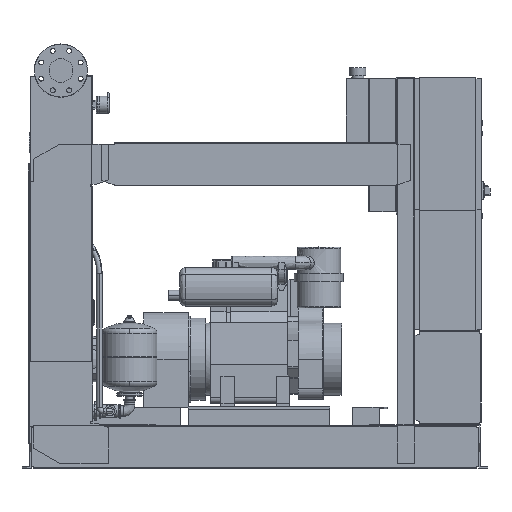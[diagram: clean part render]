
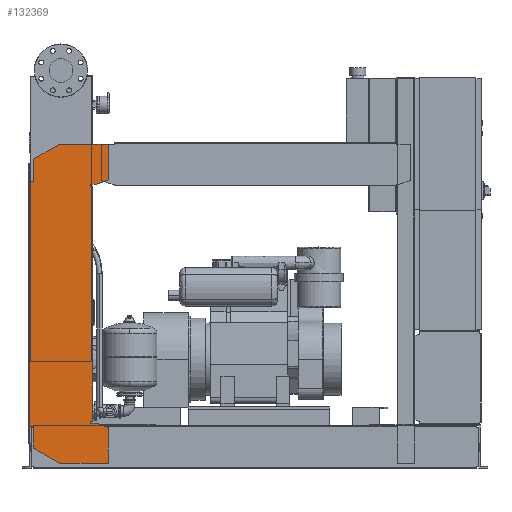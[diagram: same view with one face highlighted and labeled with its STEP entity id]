
A CAD part, front view. The second image highlights one B-rep face of the part: STEP entity #132369.
In plain terms, the highlighted free-form (B-spline) face has degree [1, 1] with [2, 2] control points.
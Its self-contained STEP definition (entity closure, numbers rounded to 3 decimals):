
#131854=CARTESIAN_POINT('',(-102.0,-463.5,1076.0));
#131855=VERTEX_POINT('',#131854);
#131862=CARTESIAN_POINT('',(-102.0,-463.5,1158.574));
#131863=VERTEX_POINT('',#131862);
#131864=CARTESIAN_POINT('',(-102.0,-463.5,1076.0));
#131865=DIRECTION('',(0.0,0.0,1.0));
#131866=VECTOR('',#131865,82.574);
#131867=LINE('',#131864,#131866);
#131868=EDGE_CURVE('',#131855,#131863,#131867,.T.);
#131886=CARTESIAN_POINT('',(-6.,-463.5,1214.0));
#131887=VERTEX_POINT('',#131886);
#131888=CARTESIAN_POINT('',(-102.0,-463.5,1158.574));
#131889=DIRECTION('',(0.866,0.0,0.5));
#131890=VECTOR('',#131889,110.851);
#131891=LINE('',#131888,#131890);
#131892=EDGE_CURVE('',#131863,#131887,#131891,.T.);
#131910=CARTESIAN_POINT('',(177.0,-463.5,1214.0));
#131911=VERTEX_POINT('',#131910);
#131912=CARTESIAN_POINT('',(-6.,-463.5,1214.0));
#131913=DIRECTION('',(1.0,0.0,0.0));
#131914=VECTOR('',#131913,183.0);
#131915=LINE('',#131912,#131914);
#131916=EDGE_CURVE('',#131887,#131911,#131915,.T.);
#131934=CARTESIAN_POINT('',(177.0,-463.5,1080.379));
#131935=VERTEX_POINT('',#131934);
#131936=CARTESIAN_POINT('',(177.0,-463.5,1214.0));
#131937=DIRECTION('',(0.0,0.0,-1.0));
#131938=VECTOR('',#131937,133.621);
#131939=LINE('',#131936,#131938);
#131940=EDGE_CURVE('',#131911,#131935,#131939,.T.);
#131958=CARTESIAN_POINT('',(132.,-463.5,1064.0));
#131959=VERTEX_POINT('',#131958);
#131960=CARTESIAN_POINT('',(177.0,-463.5,1080.379));
#131961=DIRECTION('',(-0.94,0.0,-0.342));
#131962=VECTOR('',#131961,47.888);
#131963=LINE('',#131960,#131962);
#131964=EDGE_CURVE('',#131935,#131959,#131963,.T.);
#131982=CARTESIAN_POINT('',(112.0,-463.5,1064.0));
#131983=VERTEX_POINT('',#131982);
#131984=CARTESIAN_POINT('',(132.,-463.5,1064.0));
#131985=DIRECTION('',(-1.0,0.0,0.0));
#131986=VECTOR('',#131985,20.);
#131987=LINE('',#131984,#131986);
#131988=EDGE_CURVE('',#131959,#131983,#131987,.T.);
#132006=CARTESIAN_POINT('',(112.0,-463.5,1056.0));
#132007=VERTEX_POINT('',#132006);
#132008=CARTESIAN_POINT('',(112.0,-463.5,1064.0));
#132009=DIRECTION('',(0.0,0.0,-1.0));
#132010=VECTOR('',#132009,8.0);
#132011=LINE('',#132008,#132010);
#132012=EDGE_CURVE('',#131983,#132007,#132011,.T.);
#132030=CARTESIAN_POINT('',(120.,-463.5,1056.0));
#132031=VERTEX_POINT('',#132030);
#132032=CARTESIAN_POINT('',(112.0,-463.5,1056.0));
#132033=DIRECTION('',(1.0,0.0,0.0));
#132034=VECTOR('',#132033,8.);
#132035=LINE('',#132032,#132034);
#132036=EDGE_CURVE('',#132007,#132031,#132035,.T.);
#132054=CARTESIAN_POINT('',(120.,-463.5,176.));
#132055=VERTEX_POINT('',#132054);
#132066=CARTESIAN_POINT('',(120.,-463.5,1056.0));
#132067=DIRECTION('',(0.0,0.0,-1.0));
#132068=VECTOR('',#132067,880.);
#132069=LINE('',#132066,#132068);
#132070=EDGE_CURVE('',#132031,#132055,#132069,.T.);
#132084=CARTESIAN_POINT('',(112.,-463.5,176.));
#132085=VERTEX_POINT('',#132084);
#132086=CARTESIAN_POINT('',(120.,-463.5,176.));
#132087=DIRECTION('',(-1.0,0.0,0.0));
#132088=VECTOR('',#132087,8.);
#132089=LINE('',#132086,#132088);
#132090=EDGE_CURVE('',#132055,#132085,#132089,.T.);
#132108=CARTESIAN_POINT('',(112.,-463.5,168.));
#132109=VERTEX_POINT('',#132108);
#132110=CARTESIAN_POINT('',(112.,-463.5,176.));
#132111=DIRECTION('',(0.0,0.0,-1.0));
#132112=VECTOR('',#132111,8.0);
#132113=LINE('',#132110,#132112);
#132114=EDGE_CURVE('',#132085,#132109,#132113,.T.);
#132132=CARTESIAN_POINT('',(132.,-463.5,168.));
#132133=VERTEX_POINT('',#132132);
#132134=CARTESIAN_POINT('',(112.,-463.5,168.));
#132135=DIRECTION('',(1.0,0.0,0.0));
#132136=VECTOR('',#132135,20.0);
#132137=LINE('',#132134,#132136);
#132138=EDGE_CURVE('',#132109,#132133,#132137,.T.);
#132156=CARTESIAN_POINT('',(177.,-463.5,151.621));
#132157=VERTEX_POINT('',#132156);
#132158=CARTESIAN_POINT('',(132.,-463.5,168.));
#132159=DIRECTION('',(0.94,0.0,-0.342));
#132160=VECTOR('',#132159,47.888);
#132161=LINE('',#132158,#132160);
#132162=EDGE_CURVE('',#132133,#132157,#132161,.T.);
#132180=CARTESIAN_POINT('',(177.,-463.5,18.0));
#132181=VERTEX_POINT('',#132180);
#132182=CARTESIAN_POINT('',(177.,-463.5,151.621));
#132183=DIRECTION('',(0.0,0.0,-1.0));
#132184=VECTOR('',#132183,133.621);
#132185=LINE('',#132182,#132184);
#132186=EDGE_CURVE('',#132157,#132181,#132185,.T.);
#132204=CARTESIAN_POINT('',(-4.,-463.5,18.0));
#132205=VERTEX_POINT('',#132204);
#132206=CARTESIAN_POINT('',(177.,-463.5,18.0));
#132207=DIRECTION('',(-1.0,0.0,0.0));
#132208=VECTOR('',#132207,181.);
#132209=LINE('',#132206,#132208);
#132210=EDGE_CURVE('',#132181,#132205,#132209,.T.);
#132228=CARTESIAN_POINT('',(-102.,-463.5,74.58));
#132229=VERTEX_POINT('',#132228);
#132230=CARTESIAN_POINT('',(-4.,-463.5,18.0));
#132231=DIRECTION('',(-0.866,0.,0.5));
#132232=VECTOR('',#132231,113.161);
#132233=LINE('',#132230,#132232);
#132234=EDGE_CURVE('',#132205,#132229,#132233,.T.);
#132252=CARTESIAN_POINT('',(-102.,-463.5,156.0));
#132253=VERTEX_POINT('',#132252);
#132254=CARTESIAN_POINT('',(-102.,-463.5,74.58));
#132255=DIRECTION('',(0.0,0.0,1.0));
#132256=VECTOR('',#132255,81.42);
#132257=LINE('',#132254,#132256);
#132258=EDGE_CURVE('',#132229,#132253,#132257,.T.);
#132276=CARTESIAN_POINT('',(-122.,-463.5,156.0));
#132277=VERTEX_POINT('',#132276);
#132278=CARTESIAN_POINT('',(-102.,-463.5,156.0));
#132279=DIRECTION('',(-1.0,0.0,0.0));
#132280=VECTOR('',#132279,20.0);
#132281=LINE('',#132278,#132280);
#132282=EDGE_CURVE('',#132253,#132277,#132281,.T.);
#132300=CARTESIAN_POINT('',(-122.0,-463.5,1076.0));
#132301=VERTEX_POINT('',#132300);
#132314=CARTESIAN_POINT('',(-122.,-463.5,156.0));
#132315=DIRECTION('',(0.0,0.0,1.0));
#132316=VECTOR('',#132315,920.0);
#132317=LINE('',#132314,#132316);
#132318=EDGE_CURVE('',#132277,#132301,#132317,.T.);
#132332=CARTESIAN_POINT('',(-122.0,-463.5,1076.0));
#132333=DIRECTION('',(1.0,0.0,0.0));
#132334=VECTOR('',#132333,20.0);
#132335=LINE('',#132332,#132334);
#132336=EDGE_CURVE('',#132301,#131855,#132335,.T.);
#132342=CARTESIAN_POINT('',(-122.,-463.5,18.0));
#132343=CARTESIAN_POINT('',(177.0,-463.5,18.0));
#132344=CARTESIAN_POINT('',(-122.,-463.5,1214.0));
#132345=CARTESIAN_POINT('',(177.0,-463.5,1214.0));
#132346=B_SPLINE_SURFACE_WITH_KNOTS('',1,1,((#132342,#132344),(#132343,#132345)),.UNSPECIFIED.,.F.,.F.,.U.,(2,2),(2,2),(0.0,299.),(0.0,1196.0),.UNSPECIFIED.);
#132347=ORIENTED_EDGE('',*,*,#132336,.F.);
#132348=ORIENTED_EDGE('',*,*,#132318,.F.);
#132349=ORIENTED_EDGE('',*,*,#132282,.F.);
#132350=ORIENTED_EDGE('',*,*,#132258,.F.);
#132351=ORIENTED_EDGE('',*,*,#132234,.F.);
#132352=ORIENTED_EDGE('',*,*,#132210,.F.);
#132353=ORIENTED_EDGE('',*,*,#132186,.F.);
#132354=ORIENTED_EDGE('',*,*,#132162,.F.);
#132355=ORIENTED_EDGE('',*,*,#132138,.F.);
#132356=ORIENTED_EDGE('',*,*,#132114,.F.);
#132357=ORIENTED_EDGE('',*,*,#132090,.F.);
#132358=ORIENTED_EDGE('',*,*,#132070,.F.);
#132359=ORIENTED_EDGE('',*,*,#132036,.F.);
#132360=ORIENTED_EDGE('',*,*,#132012,.F.);
#132361=ORIENTED_EDGE('',*,*,#131988,.F.);
#132362=ORIENTED_EDGE('',*,*,#131964,.F.);
#132363=ORIENTED_EDGE('',*,*,#131940,.F.);
#132364=ORIENTED_EDGE('',*,*,#131916,.F.);
#132365=ORIENTED_EDGE('',*,*,#131892,.F.);
#132366=ORIENTED_EDGE('',*,*,#131868,.F.);
#132367=EDGE_LOOP('',(#132347,#132348,#132349,#132350,#132351,#132352,#132353,#132354,#132355,#132356,#132357,#132358,#132359,#132360,#132361,#132362,#132363,#132364,#132365,#132366));
#132368=FACE_OUTER_BOUND('',#132367,.T.);
#132369=ADVANCED_FACE('',(#132368),#132346,.T.);
